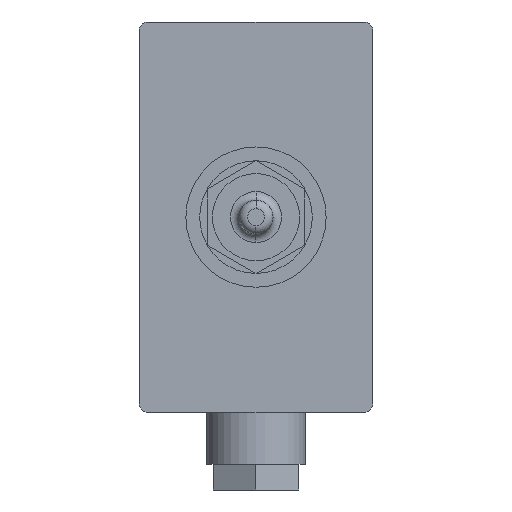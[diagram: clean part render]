
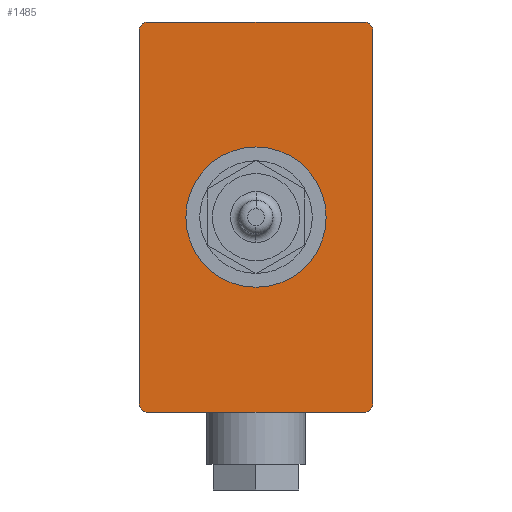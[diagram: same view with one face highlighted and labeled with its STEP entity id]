
A CAD part, front view. The second image highlights one B-rep face of the part: STEP entity #1485.
In plain terms, the highlighted planar face has unit normal (0, -1, 0).
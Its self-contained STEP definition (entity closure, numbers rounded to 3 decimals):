
#112 = ORIENTED_EDGE ( 'NONE', *, *, #923, .T. ) ;
#113 = ORIENTED_EDGE ( 'NONE', *, *, #922, .F. ) ;
#115 = ORIENTED_EDGE ( 'NONE', *, *, #932, .T. ) ;
#116 = ORIENTED_EDGE ( 'NONE', *, *, #930, .F. ) ;
#123 = ORIENTED_EDGE ( 'NONE', *, *, #927, .T. ) ;
#146 = ORIENTED_EDGE ( 'NONE', *, *, #925, .F. ) ;
#149 = ORIENTED_EDGE ( 'NONE', *, *, #924, .T. ) ;
#191 = ORIENTED_EDGE ( 'NONE', *, *, #921, .F. ) ;
#192 = ORIENTED_EDGE ( 'NONE', *, *, #929, .F. ) ;
#197 = ORIENTED_EDGE ( 'NONE', *, *, #794, .F. ) ;
#268 = VERTEX_POINT ( 'NONE', #2654 ) ;
#270 = VERTEX_POINT ( 'NONE', #2657 ) ;
#281 = VERTEX_POINT ( 'NONE', #2732 ) ;
#282 = VERTEX_POINT ( 'NONE', #2636 ) ;
#288 = VERTEX_POINT ( 'NONE', #2655 ) ;
#480 = EDGE_LOOP ( 'NONE', ( #197, #192 ) ) ;
#488 = EDGE_LOOP ( 'NONE', ( #116, #115, #113, #112, #191, #149, #146, #123 ) ) ;
#707 = CIRCLE ( 'NONE', #1035, 16.5 ) ;
#718 = CIRCLE ( 'NONE', #798, 2. ) ;
#720 = LINE ( 'NONE', #2784, #723 ) ;
#722 = LINE ( 'NONE', #2786, #725 ) ;
#723 = VECTOR ( 'NONE', #2785, 1000. ) ;
#724 = CIRCLE ( 'NONE', #797, 2. ) ;
#725 = VECTOR ( 'NONE', #2787, 1000. ) ;
#726 = CIRCLE ( 'NONE', #799, 2. ) ;
#727 = LINE ( 'NONE', #2789, #729 ) ;
#729 = VECTOR ( 'NONE', #2788, 1000. ) ;
#730 = LINE ( 'NONE', #2804, #737 ) ;
#733 = CIRCLE ( 'NONE', #800, 16.5 ) ;
#735 = CIRCLE ( 'NONE', #802, 2. ) ;
#737 = VECTOR ( 'NONE', #2800, 1000. ) ;
#794 = EDGE_CURVE ( 'NONE', #1157, #1160, #707, .T. ) ;
#797 = AXIS2_PLACEMENT_3D ( 'NONE', #2790, #2791, #2792 ) ;
#798 = AXIS2_PLACEMENT_3D ( 'NONE', #2794, #2795, #2796 ) ;
#799 = AXIS2_PLACEMENT_3D ( 'NONE', #2801, #2802, #2803 ) ;
#800 = AXIS2_PLACEMENT_3D ( 'NONE', #2805, #2806, #2807 ) ;
#802 = AXIS2_PLACEMENT_3D ( 'NONE', #2814, #2815, #2816 ) ;
#921 = EDGE_CURVE ( 'NONE', #1158, #288, #720, .T. ) ;
#922 = EDGE_CURVE ( 'NONE', #1159, #1156, #722, .T. ) ;
#923 = EDGE_CURVE ( 'NONE', #1159, #288, #724, .T. ) ;
#924 = EDGE_CURVE ( 'NONE', #1158, #281, #718, .T. ) ;
#925 = EDGE_CURVE ( 'NONE', #282, #281, #727, .T. ) ;
#927 = EDGE_CURVE ( 'NONE', #282, #270, #726, .T. ) ;
#929 = EDGE_CURVE ( 'NONE', #1160, #1157, #733, .T. ) ;
#930 = EDGE_CURVE ( 'NONE', #268, #270, #730, .T. ) ;
#932 = EDGE_CURVE ( 'NONE', #268, #1156, #735, .T. ) ;
#1035 = AXIS2_PLACEMENT_3D ( 'NONE', #2758, #2759, #2760 ) ;
#1156 = VERTEX_POINT ( 'NONE', #1416 ) ;
#1157 = VERTEX_POINT ( 'NONE', #1415 ) ;
#1158 = VERTEX_POINT ( 'NONE', #1412 ) ;
#1159 = VERTEX_POINT ( 'NONE', #1411 ) ;
#1160 = VERTEX_POINT ( 'NONE', #1409 ) ;
#1409 = CARTESIAN_POINT ( 'NONE',  ( 0., 0., -16.5 ) ) ;
#1411 = CARTESIAN_POINT ( 'NONE',  ( -25.5, 0., 45.9 ) ) ;
#1412 = CARTESIAN_POINT ( 'NONE',  ( -27.5, 0., -43.9 ) ) ;
#1415 = CARTESIAN_POINT ( 'NONE',  ( 0., 0., 16.5 ) ) ;
#1416 = CARTESIAN_POINT ( 'NONE',  ( 25.5, 0., 45.9 ) ) ;
#1485 = ADVANCED_FACE ( 'NONE', ( #2177, #2190 ), #2398, .T. ) ;
#1573 = AXIS2_PLACEMENT_3D ( 'NONE', #2395, #2400, #2401 ) ;
#2177 = FACE_OUTER_BOUND ( 'NONE', #488, .T. ) ;
#2190 = FACE_BOUND ( 'NONE', #480, .T. ) ;
#2395 = CARTESIAN_POINT ( 'NONE',  ( 0., 0., 0. ) ) ;
#2398 = PLANE ( 'NONE',  #1573 ) ;
#2400 = DIRECTION ( 'NONE',  ( 0., -1., 0. ) ) ;
#2401 = DIRECTION ( 'NONE',  ( 0., 0., -1. ) ) ;
#2636 = CARTESIAN_POINT ( 'NONE',  ( 25.5, 0., -45.9 ) ) ;
#2654 = CARTESIAN_POINT ( 'NONE',  ( 27.5, 0., 43.9 ) ) ;
#2655 = CARTESIAN_POINT ( 'NONE',  ( -27.5, 0., 43.9 ) ) ;
#2657 = CARTESIAN_POINT ( 'NONE',  ( 27.5, 0., -43.9 ) ) ;
#2732 = CARTESIAN_POINT ( 'NONE',  ( -25.5, 0., -45.9 ) ) ;
#2758 = CARTESIAN_POINT ( 'NONE',  ( 0., 0., 0. ) ) ;
#2759 = DIRECTION ( 'NONE',  ( 0., -1., 0. ) ) ;
#2760 = DIRECTION ( 'NONE',  ( 0., 0., -1. ) ) ;
#2784 = CARTESIAN_POINT ( 'NONE',  ( -27.5, 0., 45.9 ) ) ;
#2785 = DIRECTION ( 'NONE',  ( 0., 0., 1. ) ) ;
#2786 = CARTESIAN_POINT ( 'NONE',  ( -27.5, 0., 45.9 ) ) ;
#2787 = DIRECTION ( 'NONE',  ( 1., 0., 0. ) ) ;
#2788 = DIRECTION ( 'NONE',  ( -1., 0., 0. ) ) ;
#2789 = CARTESIAN_POINT ( 'NONE',  ( -27.5, 0., -45.9 ) ) ;
#2790 = CARTESIAN_POINT ( 'NONE',  ( -25.5, 0., 43.9 ) ) ;
#2791 = DIRECTION ( 'NONE',  ( 0., -1., 0. ) ) ;
#2792 = DIRECTION ( 'NONE',  ( 0., 0., -1. ) ) ;
#2794 = CARTESIAN_POINT ( 'NONE',  ( -25.5, 0., -43.9 ) ) ;
#2795 = DIRECTION ( 'NONE',  ( 0., -1., 0. ) ) ;
#2796 = DIRECTION ( 'NONE',  ( 0., 0., -1. ) ) ;
#2800 = DIRECTION ( 'NONE',  ( 0., 0., -1. ) ) ;
#2801 = CARTESIAN_POINT ( 'NONE',  ( 25.5, 0., -43.9 ) ) ;
#2802 = DIRECTION ( 'NONE',  ( 0., -1., 0. ) ) ;
#2803 = DIRECTION ( 'NONE',  ( 0., 0., -1. ) ) ;
#2804 = CARTESIAN_POINT ( 'NONE',  ( 27.5, 0., 45.9 ) ) ;
#2805 = CARTESIAN_POINT ( 'NONE',  ( 0., 0., 0. ) ) ;
#2806 = DIRECTION ( 'NONE',  ( 0., -1., 0. ) ) ;
#2807 = DIRECTION ( 'NONE',  ( 0., 0., -1. ) ) ;
#2814 = CARTESIAN_POINT ( 'NONE',  ( 25.5, 0., 43.9 ) ) ;
#2815 = DIRECTION ( 'NONE',  ( 0., -1., 0. ) ) ;
#2816 = DIRECTION ( 'NONE',  ( 0., 0., -1. ) ) ;
